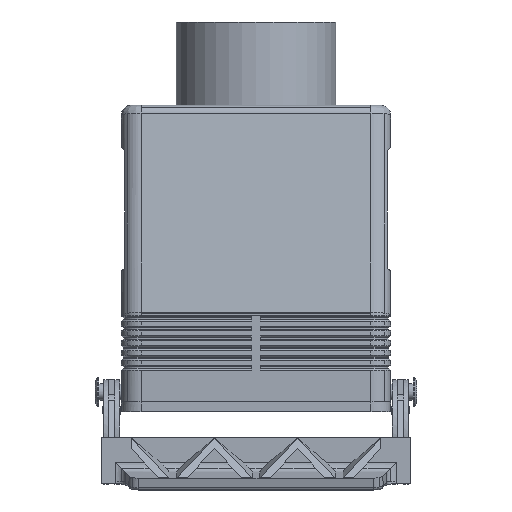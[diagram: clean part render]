
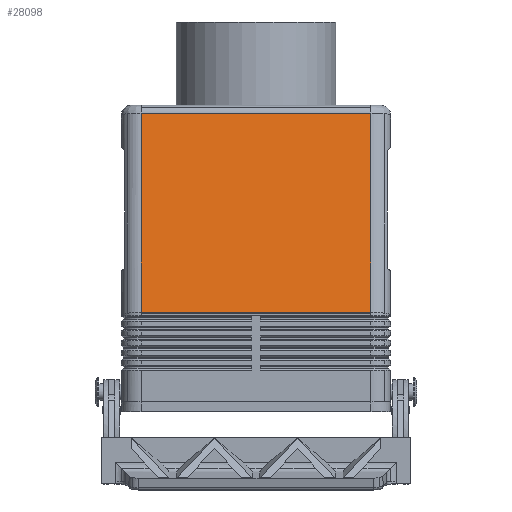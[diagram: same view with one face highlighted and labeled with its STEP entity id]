
A CAD part, left-side view. The second image highlights one B-rep face of the part: STEP entity #28098.
In plain terms, the highlighted planar face has unit normal (-0.986, 0, 0.166).
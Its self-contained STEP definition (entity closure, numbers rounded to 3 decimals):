
#3663=CARTESIAN_POINT('',(-46.667,-35.25,30.493));
#3664=VERTEX_POINT('',#3663);
#3672=CARTESIAN_POINT('',(-46.667,35.25,30.493));
#3673=VERTEX_POINT('',#3672);
#3674=CARTESIAN_POINT('',(-46.667,-35.25,30.493));
#3675=DIRECTION('',(0.0,1.0,0.0));
#3676=VECTOR('',#3675,70.5);
#3677=LINE('',#3674,#3676);
#3678=EDGE_CURVE('',#3664,#3673,#3677,.T.);
#17965=CARTESIAN_POINT('',(-36.42,-35.25,91.497));
#17966=VERTEX_POINT('',#17965);
#17974=CARTESIAN_POINT('',(-36.42,-35.25,91.497));
#17975=DIRECTION('',(-0.166,0.0,-0.986));
#17976=VECTOR('',#17975,61.858);
#17977=LINE('',#17974,#17976);
#17978=EDGE_CURVE('',#17966,#3664,#17977,.T.);
#26082=CARTESIAN_POINT('',(-36.42,35.25,91.497));
#26083=VERTEX_POINT('',#26082);
#26091=CARTESIAN_POINT('',(-36.42,35.25,91.497));
#26092=DIRECTION('',(0.0,-1.0,0.0));
#26093=VECTOR('',#26092,70.5);
#26094=LINE('',#26091,#26093);
#26095=EDGE_CURVE('',#26083,#17966,#26094,.T.);
#26486=CARTESIAN_POINT('',(-46.667,35.25,30.493));
#26487=DIRECTION('',(0.166,0.0,0.986));
#26488=VECTOR('',#26487,61.858);
#26489=LINE('',#26486,#26488);
#26490=EDGE_CURVE('',#3673,#26083,#26489,.T.);
#28087=CARTESIAN_POINT('',(-36.0,0.0,94.0));
#28088=DIRECTION('',(-0.986,0.0,0.166));
#28089=DIRECTION('',(0.166,0.0,0.986));
#28090=AXIS2_PLACEMENT_3D('',#28087,#28088,#28089);
#28091=PLANE('',#28090);
#28092=ORIENTED_EDGE('',*,*,#26095,.F.);
#28093=ORIENTED_EDGE('',*,*,#26490,.F.);
#28094=ORIENTED_EDGE('',*,*,#3678,.F.);
#28095=ORIENTED_EDGE('',*,*,#17978,.F.);
#28096=EDGE_LOOP('',(#28092,#28093,#28094,#28095));
#28097=FACE_OUTER_BOUND('',#28096,.T.);
#28098=ADVANCED_FACE('',(#28097),#28091,.T.);
